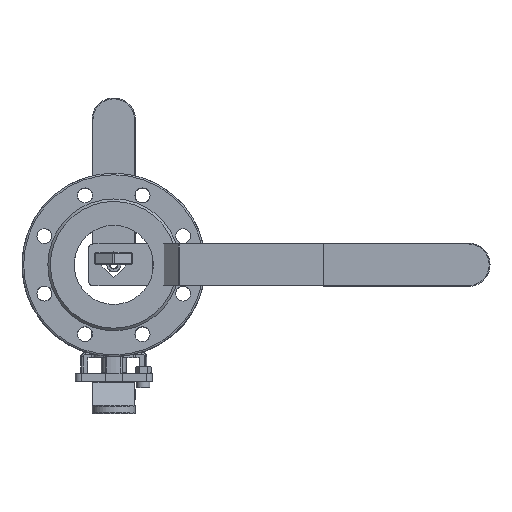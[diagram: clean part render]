
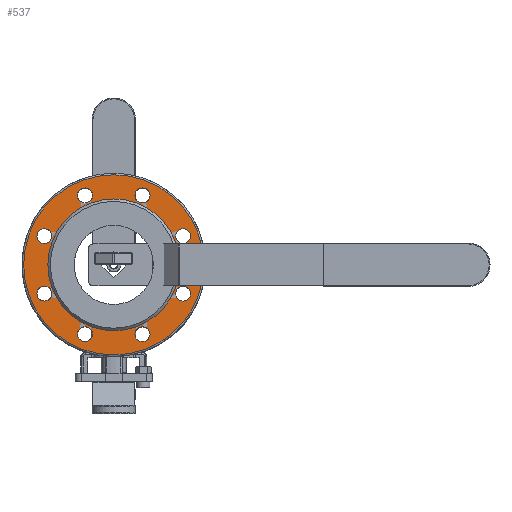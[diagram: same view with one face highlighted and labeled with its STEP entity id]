
A CAD part, top view. The second image highlights one B-rep face of the part: STEP entity #537.
In plain terms, the highlighted planar face has unit normal (0, 0, 1).
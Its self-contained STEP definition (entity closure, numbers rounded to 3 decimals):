
#537 = ADVANCED_FACE( '', ( #1241, #1242, #1243, #1244, #1245, #1246, #1247, #1248, #1249, #1250 ), #1251, .T. );
#1241 = FACE_BOUND( '', #3649, .T. );
#1242 = FACE_BOUND( '', #3650, .T. );
#1243 = FACE_BOUND( '', #3651, .T. );
#1244 = FACE_BOUND( '', #3652, .T. );
#1245 = FACE_BOUND( '', #3653, .T. );
#1246 = FACE_BOUND( '', #3654, .T. );
#1247 = FACE_BOUND( '', #3655, .T. );
#1248 = FACE_BOUND( '', #3656, .T. );
#1249 = FACE_BOUND( '', #3657, .T. );
#1250 = FACE_OUTER_BOUND( '', #3658, .T. );
#1251 = PLANE( '', #3659 );
#3649 = EDGE_LOOP( '', ( #9433 ) );
#3650 = EDGE_LOOP( '', ( #9434 ) );
#3651 = EDGE_LOOP( '', ( #9435 ) );
#3652 = EDGE_LOOP( '', ( #9436 ) );
#3653 = EDGE_LOOP( '', ( #9437 ) );
#3654 = EDGE_LOOP( '', ( #9438 ) );
#3655 = EDGE_LOOP( '', ( #9439 ) );
#3656 = EDGE_LOOP( '', ( #9440 ) );
#3657 = EDGE_LOOP( '', ( #9441 ) );
#3658 = EDGE_LOOP( '', ( #9442 ) );
#3659 = AXIS2_PLACEMENT_3D( '', #9443, #9444, #9445 );
#9433 = ORIENTED_EDGE( '', *, *, #10862, .F. );
#9434 = ORIENTED_EDGE( '', *, *, #11164, .F. );
#9435 = ORIENTED_EDGE( '', *, *, #11329, .F. );
#9436 = ORIENTED_EDGE( '', *, *, #10866, .F. );
#9437 = ORIENTED_EDGE( '', *, *, #11330, .F. );
#9438 = ORIENTED_EDGE( '', *, *, #11331, .F. );
#9439 = ORIENTED_EDGE( '', *, *, #10878, .F. );
#9440 = ORIENTED_EDGE( '', *, *, #11332, .F. );
#9441 = ORIENTED_EDGE( '', *, *, #11333, .F. );
#9442 = ORIENTED_EDGE( '', *, *, #11053, .T. );
#9443 = CARTESIAN_POINT( '', ( 0., 0., 17.4 ) );
#9444 = DIRECTION( '', ( 0., 0., 1. ) );
#9445 = DIRECTION( '', ( 1., 0., 0. ) );
#10862 = EDGE_CURVE( '', #11857, #11857, #11858, .T. );
#10866 = EDGE_CURVE( '', #11864, #11864, #11865, .T. );
#10878 = EDGE_CURVE( '', #11885, #11885, #11886, .T. );
#11053 = EDGE_CURVE( '', #12185, #12185, #12186, .T. );
#11164 = EDGE_CURVE( '', #12370, #12370, #12371, .T. );
#11329 = EDGE_CURVE( '', #12619, #12619, #12620, .T. );
#11330 = EDGE_CURVE( '', #12621, #12621, #12622, .T. );
#11331 = EDGE_CURVE( '', #12623, #12623, #12624, .T. );
#11332 = EDGE_CURVE( '', #12625, #12625, #12626, .T. );
#11333 = EDGE_CURVE( '', #12627, #12627, #12628, .T. );
#11857 = VERTEX_POINT( '', #13652 );
#11858 = CIRCLE( '', #13653, 79. );
#11864 = VERTEX_POINT( '', #13696 );
#11865 = CIRCLE( '', #13697, 9. );
#11885 = VERTEX_POINT( '', #13758 );
#11886 = CIRCLE( '', #13759, 9. );
#12185 = VERTEX_POINT( '', #15159 );
#12186 = CIRCLE( '', #15160, 108. );
#12370 = VERTEX_POINT( '', #15576 );
#12371 = CIRCLE( '', #15577, 9. );
#12619 = VERTEX_POINT( '', #16799 );
#12620 = CIRCLE( '', #16800, 9. );
#12621 = VERTEX_POINT( '', #16801 );
#12622 = CIRCLE( '', #16802, 9. );
#12623 = VERTEX_POINT( '', #16803 );
#12624 = CIRCLE( '', #16804, 9. );
#12625 = VERTEX_POINT( '', #16805 );
#12626 = CIRCLE( '', #16806, 9. );
#12627 = VERTEX_POINT( '', #16807 );
#12628 = CIRCLE( '', #16808, 9. );
#13652 = CARTESIAN_POINT( '', ( 79., 0., 17.4 ) );
#13653 = AXIS2_PLACEMENT_3D( '', #19353, #19354, #19355 );
#13696 = CARTESIAN_POINT( '', ( 92.149, -34.442, 17.4 ) );
#13697 = AXIS2_PLACEMENT_3D( '', #19359, #19360, #19361 );
#13758 = CARTESIAN_POINT( '', ( -25.442, 83.149, 17.4 ) );
#13759 = AXIS2_PLACEMENT_3D( '', #19375, #19376, #19377 );
#15159 = CARTESIAN_POINT( '', ( 108., 0., 17.4 ) );
#15160 = AXIS2_PLACEMENT_3D( '', #19520, #19521, #19522 );
#15576 = CARTESIAN_POINT( '', ( -25.442, -83.149, 17.4 ) );
#15577 = AXIS2_PLACEMENT_3D( '', #19665, #19666, #19667 );
#16799 = CARTESIAN_POINT( '', ( 43.442, -83.149, 17.4 ) );
#16800 = AXIS2_PLACEMENT_3D( '', #19841, #19842, #19843 );
#16801 = CARTESIAN_POINT( '', ( 92.149, 34.442, 17.4 ) );
#16802 = AXIS2_PLACEMENT_3D( '', #19844, #19845, #19846 );
#16803 = CARTESIAN_POINT( '', ( 43.442, 83.149, 17.4 ) );
#16804 = AXIS2_PLACEMENT_3D( '', #19847, #19848, #19849 );
#16805 = CARTESIAN_POINT( '', ( -74.149, 34.442, 17.4 ) );
#16806 = AXIS2_PLACEMENT_3D( '', #19850, #19851, #19852 );
#16807 = CARTESIAN_POINT( '', ( -74.149, -34.442, 17.4 ) );
#16808 = AXIS2_PLACEMENT_3D( '', #19853, #19854, #19855 );
#19353 = CARTESIAN_POINT( '', ( 0., 0., 17.4 ) );
#19354 = DIRECTION( '', ( 0., 0., 1. ) );
#19355 = DIRECTION( '', ( 1., 0., 0. ) );
#19359 = CARTESIAN_POINT( '', ( 83.149, -34.442, 17.4 ) );
#19360 = DIRECTION( '', ( 0., 0., 1. ) );
#19361 = DIRECTION( '', ( 1., 0., 0. ) );
#19375 = CARTESIAN_POINT( '', ( -34.442, 83.149, 17.4 ) );
#19376 = DIRECTION( '', ( 0., 0., 1. ) );
#19377 = DIRECTION( '', ( 1., 0., 0. ) );
#19520 = CARTESIAN_POINT( '', ( 0., 0., 17.4 ) );
#19521 = DIRECTION( '', ( 0., 0., 1. ) );
#19522 = DIRECTION( '', ( 1., 0., 0. ) );
#19665 = CARTESIAN_POINT( '', ( -34.442, -83.149, 17.4 ) );
#19666 = DIRECTION( '', ( 0., 0., 1. ) );
#19667 = DIRECTION( '', ( 1., 0., 0. ) );
#19841 = CARTESIAN_POINT( '', ( 34.442, -83.149, 17.4 ) );
#19842 = DIRECTION( '', ( 0., 0., 1. ) );
#19843 = DIRECTION( '', ( 1., 0., 0. ) );
#19844 = CARTESIAN_POINT( '', ( 83.149, 34.442, 17.4 ) );
#19845 = DIRECTION( '', ( 0., 0., 1. ) );
#19846 = DIRECTION( '', ( 1., 0., 0. ) );
#19847 = CARTESIAN_POINT( '', ( 34.442, 83.149, 17.4 ) );
#19848 = DIRECTION( '', ( 0., 0., 1. ) );
#19849 = DIRECTION( '', ( 1., 0., 0. ) );
#19850 = CARTESIAN_POINT( '', ( -83.149, 34.442, 17.4 ) );
#19851 = DIRECTION( '', ( 0., 0., 1. ) );
#19852 = DIRECTION( '', ( 1., 0., 0. ) );
#19853 = CARTESIAN_POINT( '', ( -83.149, -34.442, 17.4 ) );
#19854 = DIRECTION( '', ( 0., 0., 1. ) );
#19855 = DIRECTION( '', ( 1., 0., 0. ) );
